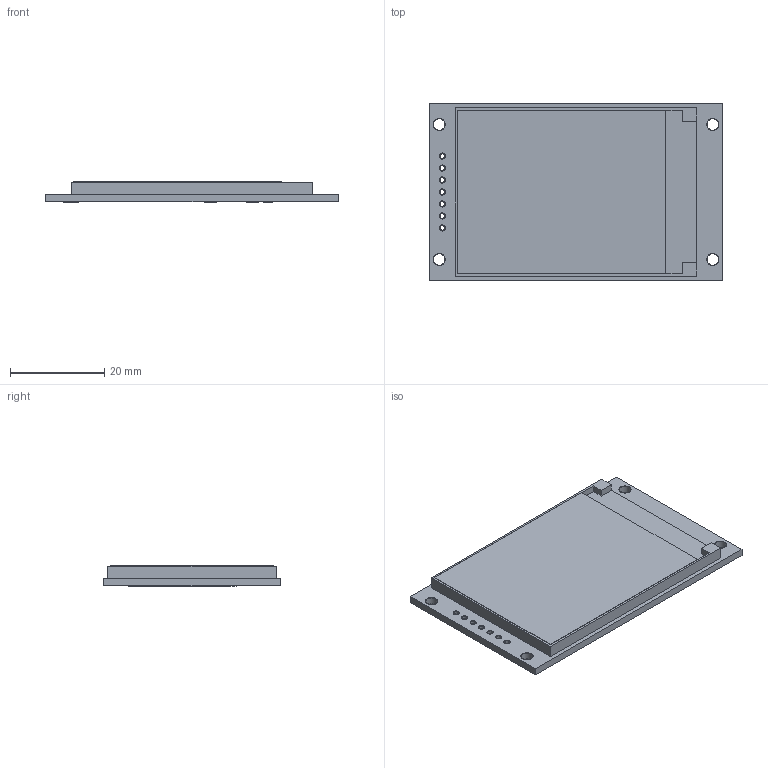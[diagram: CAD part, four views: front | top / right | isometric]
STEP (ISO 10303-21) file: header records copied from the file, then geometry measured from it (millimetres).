
FILE_DESCRIPTION(/* description */ (''),/* implementation_level */ '2;1');
FILE_NAME(/* name */ 'GMT020-02 Ver1.1 LCD.step',/* time_stamp */ '2023-08-09T09:42:35+03:00',/* author */ (''),/* organization */ (''),/* preprocessor_version */ 'ST-DEVELOPER v20',/* originating_system */ 'Autodesk Translation Framework v12.9.0.99',/* authorisation */ '');
FILE_SCHEMA (('AUTOMOTIVE_DESIGN { 1 0 10303 214 3 1 1 }'));
Length unit declared in the file: millimetre
Products named in the file (1): GMT020-02 Ver:1.1 LCD
Bounding box: 62 x 37.5 x 4.4 mm (x, y, z)
Volume: 8284 mm3; surface area: 9197 mm2
Topology: 2 solids, 2 shells, 866 faces, 2350 edges, 1566 vertices
Faces by surface type: bspline 497, plane 336, cylinder 33
Full cylindrical faces by diameter (mm): 1 x7, 1.3 x14, 2.4 x4, 2.6 x8
Entity records: 31906 total; most frequent: CARTESIAN_POINT 13232, ORIENTED_EDGE 4700, EDGE_CURVE 2350, DIRECTION 2162, VERTEX_POINT 1566, LINE 1290, VECTOR 1290, B_SPLINE_CURVE_WITH_KNOTS 994
